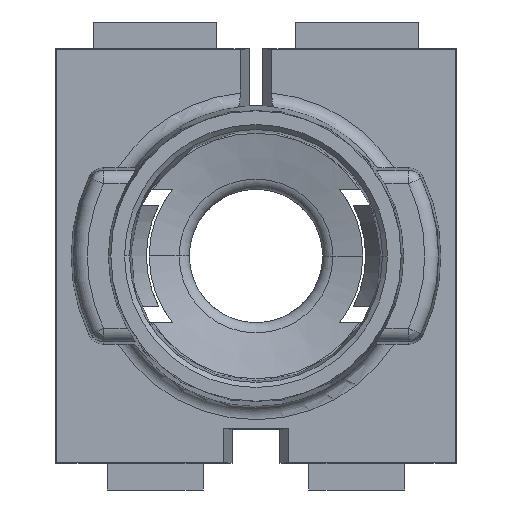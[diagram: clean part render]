
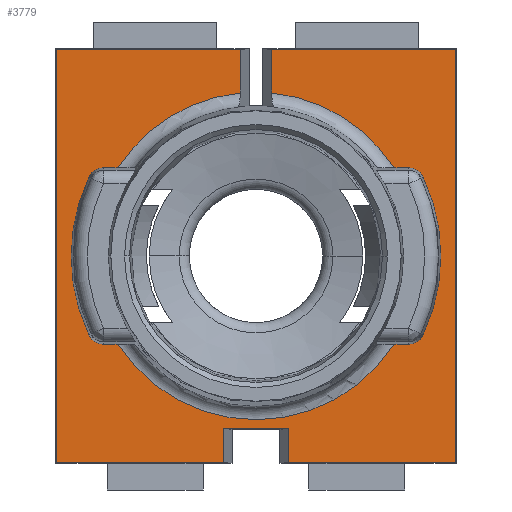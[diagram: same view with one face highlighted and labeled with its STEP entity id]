
A CAD part, front view. The second image highlights one B-rep face of the part: STEP entity #3779.
In plain terms, the highlighted planar face has unit normal (0, -1, 0).
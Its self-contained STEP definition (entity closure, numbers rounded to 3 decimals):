
#13=CARTESIAN_POINT('',(0.,-19.,0.));
#14=DIRECTION('',(0.,-1.,0.));
#15=DIRECTION('',(-0.096,0.,0.995));
#16=AXIS2_PLACEMENT_3D('',#13,#14,#15);
#18=DIRECTION('',(-1.,0.,0.));
#19=VECTOR('',#18,1.057);
#20=CARTESIAN_POINT('',(-10.066,-19.,6.439));
#21=LINE('',#20,#19);
#22=CARTESIAN_POINT('',(-11.123,-19.,5.25));
#23=DIRECTION('',(0.,-1.,0.));
#24=DIRECTION('',(0.,0.,1.));
#25=AXIS2_PLACEMENT_3D('',#22,#23,#24);
#27=CARTESIAN_POINT('',(0.,-19.,0.));
#28=DIRECTION('',(0.,-1.,0.));
#29=DIRECTION('',(-0.904,0.,0.427));
#30=AXIS2_PLACEMENT_3D('',#27,#28,#29);
#32=CARTESIAN_POINT('',(-11.123,-19.,-5.25));
#33=DIRECTION('',(0.,-1.,0.));
#34=DIRECTION('',(-0.904,0.,-0.427));
#35=AXIS2_PLACEMENT_3D('',#32,#33,#34);
#37=CARTESIAN_POINT('',(0.,-19.,0.));
#38=DIRECTION('',(0.,-1.,0.));
#39=DIRECTION('',(-0.842,0.,-0.539));
#40=AXIS2_PLACEMENT_3D('',#37,#38,#39);
#42=CARTESIAN_POINT('',(0.,-19.,0.));
#43=DIRECTION('',(0.,-1.,0.));
#44=DIRECTION('',(0.001,0.,-1.));
#45=AXIS2_PLACEMENT_3D('',#42,#43,#44);
#47=CARTESIAN_POINT('',(11.123,-19.,-5.25));
#48=DIRECTION('',(0.,-1.,0.));
#49=DIRECTION('',(0.,0.,-1.));
#50=AXIS2_PLACEMENT_3D('',#47,#48,#49);
#52=CARTESIAN_POINT('',(0.,-19.,0.));
#53=DIRECTION('',(0.,-1.,0.));
#54=DIRECTION('',(0.904,0.,-0.427));
#55=AXIS2_PLACEMENT_3D('',#52,#53,#54);
#57=CARTESIAN_POINT('',(11.123,-19.,5.25));
#58=DIRECTION('',(0.,-1.,0.));
#59=DIRECTION('',(0.904,0.,0.427));
#60=AXIS2_PLACEMENT_3D('',#57,#58,#59);
#62=DIRECTION('',(-1.,0.,0.));
#63=VECTOR('',#62,1.057);
#64=CARTESIAN_POINT('',(11.123,-19.,6.439));
#65=LINE('',#64,#63);
#66=CARTESIAN_POINT('',(0.,-19.,0.));
#67=DIRECTION('',(0.,-1.,0.));
#68=DIRECTION('',(0.842,0.,0.539));
#69=AXIS2_PLACEMENT_3D('',#66,#67,#68);
#71=DIRECTION('',(1.,0.,0.));
#72=VECTOR('',#71,13.44);
#73=CARTESIAN_POINT('',(1.152,-19.,15.093));
#74=LINE('',#73,#72);
#75=DIRECTION('',(0.,0.,-1.));
#76=VECTOR('',#75,30.185);
#77=CARTESIAN_POINT('',(14.593,-19.,15.093));
#78=LINE('',#77,#76);
#79=DIRECTION('',(1.,0.,0.));
#80=VECTOR('',#79,13.44);
#81=CARTESIAN_POINT('',(-14.593,-19.,15.093));
#82=LINE('',#81,#80);
#183=DIRECTION('',(-1.,0.,0.));
#184=VECTOR('',#183,1.057);
#185=CARTESIAN_POINT('',(-10.066,-19.,-6.439));
#186=LINE('',#185,#184);
#1123=DIRECTION('',(0.,0.,1.));
#1124=VECTOR('',#1123,2.507);
#1125=CARTESIAN_POINT('',(-2.402,-19.,-15.093));
#1126=LINE('',#1125,#1124);
#1143=DIRECTION('',(1.,0.,0.));
#1144=VECTOR('',#1143,12.19);
#1145=CARTESIAN_POINT('',(-14.593,-19.,-15.093));
#1146=LINE('',#1145,#1144);
#1207=DIRECTION('',(0.,0.,-1.));
#1208=VECTOR('',#1207,30.185);
#1209=CARTESIAN_POINT('',(-14.593,-19.,15.093));
#1210=LINE('',#1209,#1208);
#1381=DIRECTION('',(0.,0.,-1.));
#1382=VECTOR('',#1381,3.199);
#1383=CARTESIAN_POINT('',(1.152,-19.,15.093));
#1384=LINE('',#1383,#1382);
#1470=DIRECTION('',(1.,0.,0.));
#1471=VECTOR('',#1470,12.19);
#1472=CARTESIAN_POINT('',(2.402,-19.,-15.093));
#1473=LINE('',#1472,#1471);
#1486=DIRECTION('',(0.,0.,-1.));
#1487=VECTOR('',#1486,2.507);
#1488=CARTESIAN_POINT('',(2.402,-19.,-12.585));
#1489=LINE('',#1488,#1487);
#1522=DIRECTION('',(1.,0.,0.));
#1523=VECTOR('',#1522,4.805);
#1524=CARTESIAN_POINT('',(-2.402,-19.,-12.585));
#1525=LINE('',#1524,#1523);
#1651=DIRECTION('',(0.,0.,1.));
#1652=VECTOR('',#1651,3.199);
#1653=CARTESIAN_POINT('',(-1.152,-19.,11.894));
#1654=LINE('',#1653,#1652);
#2920=DIRECTION('',(-1.,0.,0.));
#2921=VECTOR('',#2920,1.057);
#2922=CARTESIAN_POINT('',(11.123,-19.,-6.439));
#2923=LINE('',#2922,#2921);
#3000=CARTESIAN_POINT('',(-1.152,-19.,11.894));
#3001=CARTESIAN_POINT('',(-10.066,-19.,6.439));
#3002=VERTEX_POINT('',#3000);
#3003=VERTEX_POINT('',#3001);
#3004=CARTESIAN_POINT('',(-11.123,-19.,6.439));
#3005=VERTEX_POINT('',#3004);
#3006=CARTESIAN_POINT('',(-12.198,-19.,5.757));
#3007=VERTEX_POINT('',#3006);
#3008=CARTESIAN_POINT('',(-12.198,-19.,-5.757));
#3009=VERTEX_POINT('',#3008);
#3010=CARTESIAN_POINT('',(-11.123,-19.,-6.439));
#3011=VERTEX_POINT('',#3010);
#3012=CARTESIAN_POINT('',(-10.066,-19.,-6.439));
#3013=VERTEX_POINT('',#3012);
#3014=CARTESIAN_POINT('',(0.018,-19.,-11.949));
#3015=VERTEX_POINT('',#3014);
#3016=CARTESIAN_POINT('',(10.066,-19.,-6.439));
#3017=VERTEX_POINT('',#3016);
#3018=CARTESIAN_POINT('',(11.123,-19.,-6.439));
#3019=VERTEX_POINT('',#3018);
#3020=CARTESIAN_POINT('',(12.198,-19.,-5.757));
#3021=VERTEX_POINT('',#3020);
#3022=CARTESIAN_POINT('',(12.198,-19.,5.757));
#3023=VERTEX_POINT('',#3022);
#3024=CARTESIAN_POINT('',(11.123,-19.,6.439));
#3025=VERTEX_POINT('',#3024);
#3026=CARTESIAN_POINT('',(10.066,-19.,6.439));
#3027=VERTEX_POINT('',#3026);
#3028=CARTESIAN_POINT('',(1.152,-19.,11.894));
#3029=VERTEX_POINT('',#3028);
#3030=CARTESIAN_POINT('',(1.152,-19.,15.093));
#3031=VERTEX_POINT('',#3030);
#3032=CARTESIAN_POINT('',(14.593,-19.,15.093));
#3033=VERTEX_POINT('',#3032);
#3034=CARTESIAN_POINT('',(14.593,-19.,-15.093));
#3035=VERTEX_POINT('',#3034);
#3036=CARTESIAN_POINT('',(2.402,-19.,-15.093));
#3037=VERTEX_POINT('',#3036);
#3038=CARTESIAN_POINT('',(2.402,-19.,-12.585));
#3039=VERTEX_POINT('',#3038);
#3040=CARTESIAN_POINT('',(-2.402,-19.,-12.585));
#3041=VERTEX_POINT('',#3040);
#3042=CARTESIAN_POINT('',(-2.402,-19.,-15.093));
#3043=VERTEX_POINT('',#3042);
#3044=CARTESIAN_POINT('',(-14.593,-19.,-15.093));
#3045=VERTEX_POINT('',#3044);
#3046=CARTESIAN_POINT('',(-14.593,-19.,15.093));
#3047=VERTEX_POINT('',#3046);
#3048=CARTESIAN_POINT('',(-1.152,-19.,15.093));
#3049=VERTEX_POINT('',#3048);
#3722=CARTESIAN_POINT('',(0.,-19.,0.));
#3723=DIRECTION('',(0.,1.,0.));
#3724=DIRECTION('',(1.,0.,0.));
#3725=AXIS2_PLACEMENT_3D('',#3722,#3723,#3724);
#3726=PLANE('',#3725);
#3728=ORIENTED_EDGE('',*,*,#3727,.T.);
#3730=ORIENTED_EDGE('',*,*,#3729,.T.);
#3732=ORIENTED_EDGE('',*,*,#3731,.T.);
#3734=ORIENTED_EDGE('',*,*,#3733,.T.);
#3736=ORIENTED_EDGE('',*,*,#3735,.T.);
#3738=ORIENTED_EDGE('',*,*,#3737,.F.);
#3740=ORIENTED_EDGE('',*,*,#3739,.T.);
#3742=ORIENTED_EDGE('',*,*,#3741,.T.);
#3744=ORIENTED_EDGE('',*,*,#3743,.F.);
#3746=ORIENTED_EDGE('',*,*,#3745,.T.);
#3748=ORIENTED_EDGE('',*,*,#3747,.T.);
#3750=ORIENTED_EDGE('',*,*,#3749,.T.);
#3752=ORIENTED_EDGE('',*,*,#3751,.T.);
#3754=ORIENTED_EDGE('',*,*,#3753,.T.);
#3756=ORIENTED_EDGE('',*,*,#3755,.F.);
#3758=ORIENTED_EDGE('',*,*,#3757,.T.);
#3760=ORIENTED_EDGE('',*,*,#3759,.T.);
#3762=ORIENTED_EDGE('',*,*,#3761,.F.);
#3764=ORIENTED_EDGE('',*,*,#3763,.F.);
#3766=ORIENTED_EDGE('',*,*,#3765,.F.);
#3768=ORIENTED_EDGE('',*,*,#3767,.F.);
#3770=ORIENTED_EDGE('',*,*,#3769,.F.);
#3772=ORIENTED_EDGE('',*,*,#3771,.F.);
#3774=ORIENTED_EDGE('',*,*,#3773,.T.);
#3776=ORIENTED_EDGE('',*,*,#3775,.F.);
#3777=EDGE_LOOP('',(#3728,#3730,#3732,#3734,#3736,#3738,#3740,#3742,#3744,#3746,
#3748,#3750,#3752,#3754,#3756,#3758,#3760,#3762,#3764,#3766,#3768,#3770,#3772,
#3774,#3776));
#3778=FACE_OUTER_BOUND('',#3777,.F.);
#17=CIRCLE('',#16,11.949);
#26=CIRCLE('',#25,1.189);
#31=CIRCLE('',#30,13.489);
#36=CIRCLE('',#35,1.189);
#41=CIRCLE('',#40,11.949);
#46=CIRCLE('',#45,11.949);
#51=CIRCLE('',#50,1.189);
#56=CIRCLE('',#55,13.489);
#61=CIRCLE('',#60,1.189);
#70=CIRCLE('',#69,11.949);
#3727=EDGE_CURVE('',#3002,#3003,#17,.T.);
#3729=EDGE_CURVE('',#3003,#3005,#21,.T.);
#3731=EDGE_CURVE('',#3005,#3007,#26,.T.);
#3733=EDGE_CURVE('',#3007,#3009,#31,.T.);
#3735=EDGE_CURVE('',#3009,#3011,#36,.T.);
#3737=EDGE_CURVE('',#3013,#3011,#186,.T.);
#3739=EDGE_CURVE('',#3013,#3015,#41,.T.);
#3741=EDGE_CURVE('',#3015,#3017,#46,.T.);
#3743=EDGE_CURVE('',#3019,#3017,#2923,.T.);
#3745=EDGE_CURVE('',#3019,#3021,#51,.T.);
#3747=EDGE_CURVE('',#3021,#3023,#56,.T.);
#3749=EDGE_CURVE('',#3023,#3025,#61,.T.);
#3751=EDGE_CURVE('',#3025,#3027,#65,.T.);
#3753=EDGE_CURVE('',#3027,#3029,#70,.T.);
#3755=EDGE_CURVE('',#3031,#3029,#1384,.T.);
#3757=EDGE_CURVE('',#3031,#3033,#74,.T.);
#3759=EDGE_CURVE('',#3033,#3035,#78,.T.);
#3761=EDGE_CURVE('',#3037,#3035,#1473,.T.);
#3763=EDGE_CURVE('',#3039,#3037,#1489,.T.);
#3765=EDGE_CURVE('',#3041,#3039,#1525,.T.);
#3767=EDGE_CURVE('',#3043,#3041,#1126,.T.);
#3769=EDGE_CURVE('',#3045,#3043,#1146,.T.);
#3771=EDGE_CURVE('',#3047,#3045,#1210,.T.);
#3773=EDGE_CURVE('',#3047,#3049,#82,.T.);
#3775=EDGE_CURVE('',#3002,#3049,#1654,.T.);
#3779=ADVANCED_FACE('',(#3778),#3726,.F.);
